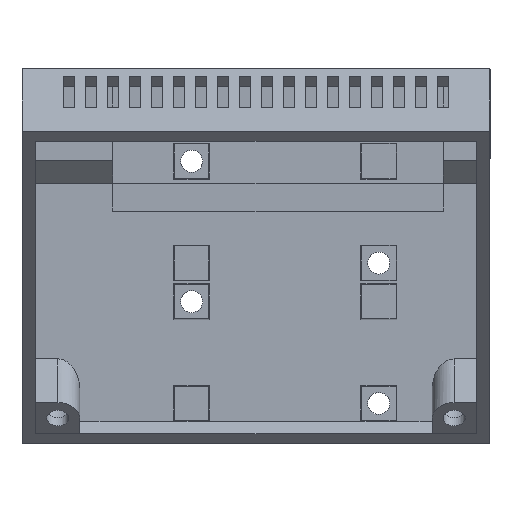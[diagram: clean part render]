
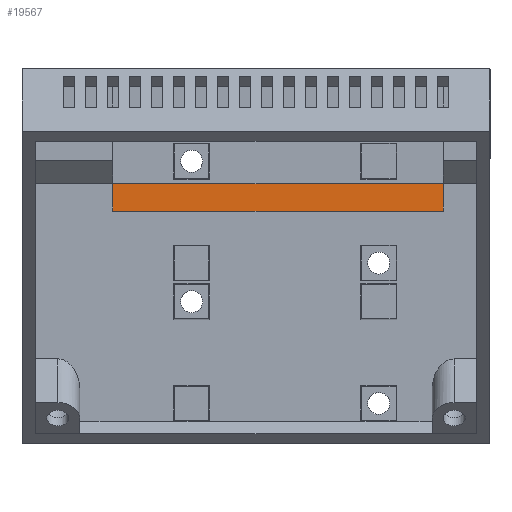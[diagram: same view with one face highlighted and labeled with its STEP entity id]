
A CAD part, top view. The second image highlights one B-rep face of the part: STEP entity #19567.
In plain terms, the highlighted planar face has unit normal (0, 0, 1).
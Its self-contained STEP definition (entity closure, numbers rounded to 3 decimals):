
#14846 = PLANE('',#14847);
#14847 = AXIS2_PLACEMENT_3D('',#14848,#14849,#14850);
#14848 = CARTESIAN_POINT('',(0.,0.,2.5));
#14849 = DIRECTION('',(0.,0.,1.));
#14850 = DIRECTION('',(0.,-1.,0.));
#15766 = VERTEX_POINT('',#15767);
#15767 = CARTESIAN_POINT('',(-8.5,-20.8,2.5));
#15804 = PLANE('',#15805);
#15805 = AXIS2_PLACEMENT_3D('',#15806,#15807,#15808);
#15806 = CARTESIAN_POINT('',(-8.5,-2.5,2.5));
#15807 = DIRECTION('',(0.,0.,-1.));
#15808 = DIRECTION('',(-1.,0.,0.));
#15893 = VERTEX_POINT('',#15894);
#15894 = CARTESIAN_POINT('',(-68.5,-20.8,2.5));
#18358 = EDGE_CURVE('',#15766,#18359,#18361,.T.);
#18359 = VERTEX_POINT('',#18360);
#18360 = CARTESIAN_POINT('',(-8.5,-25.8,2.5));
#18361 = SURFACE_CURVE('',#18362,(#18366,#18373),.PCURVE_S1.);
#18362 = LINE('',#18363,#18364);
#18363 = CARTESIAN_POINT('',(-8.5,-2.5,2.5));
#18364 = VECTOR('',#18365,1.);
#18365 = DIRECTION('',(-0.,-1.,0.));
#18366 = PCURVE('',#14846,#18367);
#18367 = DEFINITIONAL_REPRESENTATION('',(#18368),#18372);
#18368 = LINE('',#18369,#18370);
#18369 = CARTESIAN_POINT('',(2.5,-8.5));
#18370 = VECTOR('',#18371,1.);
#18371 = DIRECTION('',(1.,0.));
#18372 = ( GEOMETRIC_REPRESENTATION_CONTEXT(2) 
PARAMETRIC_REPRESENTATION_CONTEXT() REPRESENTATION_CONTEXT('2D SPACE',''
  ) );
#18373 = PCURVE('',#18374,#18379);
#18374 = PLANE('',#18375);
#18375 = AXIS2_PLACEMENT_3D('',#18376,#18377,#18378);
#18376 = CARTESIAN_POINT('',(0.,0.,2.5));
#18377 = DIRECTION('',(0.,0.,1.));
#18378 = DIRECTION('',(0.,-1.,0.));
#18379 = DEFINITIONAL_REPRESENTATION('',(#18380),#18384);
#18380 = LINE('',#18381,#18382);
#18381 = CARTESIAN_POINT('',(2.5,-8.5));
#18382 = VECTOR('',#18383,1.);
#18383 = DIRECTION('',(1.,0.));
#18384 = ( GEOMETRIC_REPRESENTATION_CONTEXT(2) 
PARAMETRIC_REPRESENTATION_CONTEXT() REPRESENTATION_CONTEXT('2D SPACE',''
  ) );
#18386 = EDGE_CURVE('',#18359,#18387,#18389,.T.);
#18387 = VERTEX_POINT('',#18388);
#18388 = CARTESIAN_POINT('',(-68.5,-25.8,2.5));
#18389 = SURFACE_CURVE('',#18390,(#18394,#18401),.PCURVE_S1.);
#18390 = LINE('',#18391,#18392);
#18391 = CARTESIAN_POINT('',(-8.5,-25.8,2.5));
#18392 = VECTOR('',#18393,1.);
#18393 = DIRECTION('',(-1.,0.,0.));
#18394 = PCURVE('',#14846,#18395);
#18395 = DEFINITIONAL_REPRESENTATION('',(#18396),#18400);
#18396 = LINE('',#18397,#18398);
#18397 = CARTESIAN_POINT('',(25.8,-8.5));
#18398 = VECTOR('',#18399,1.);
#18399 = DIRECTION('',(0.,-1.));
#18400 = ( GEOMETRIC_REPRESENTATION_CONTEXT(2) 
PARAMETRIC_REPRESENTATION_CONTEXT() REPRESENTATION_CONTEXT('2D SPACE',''
  ) );
#18401 = PCURVE('',#18374,#18402);
#18402 = DEFINITIONAL_REPRESENTATION('',(#18403),#18407);
#18403 = LINE('',#18404,#18405);
#18404 = CARTESIAN_POINT('',(25.8,-8.5));
#18405 = VECTOR('',#18406,1.);
#18406 = DIRECTION('',(0.,-1.));
#18407 = ( GEOMETRIC_REPRESENTATION_CONTEXT(2) 
PARAMETRIC_REPRESENTATION_CONTEXT() REPRESENTATION_CONTEXT('2D SPACE',''
  ) );
#18409 = EDGE_CURVE('',#15893,#18387,#18410,.T.);
#18410 = SURFACE_CURVE('',#18411,(#18415,#18422),.PCURVE_S1.);
#18411 = LINE('',#18412,#18413);
#18412 = CARTESIAN_POINT('',(-68.5,-2.5,2.5));
#18413 = VECTOR('',#18414,1.);
#18414 = DIRECTION('',(-0.,-1.,0.));
#18415 = PCURVE('',#14846,#18416);
#18416 = DEFINITIONAL_REPRESENTATION('',(#18417),#18421);
#18417 = LINE('',#18418,#18419);
#18418 = CARTESIAN_POINT('',(2.5,-68.5));
#18419 = VECTOR('',#18420,1.);
#18420 = DIRECTION('',(1.,0.));
#18421 = ( GEOMETRIC_REPRESENTATION_CONTEXT(2) 
PARAMETRIC_REPRESENTATION_CONTEXT() REPRESENTATION_CONTEXT('2D SPACE',''
  ) );
#18422 = PCURVE('',#18374,#18423);
#18423 = DEFINITIONAL_REPRESENTATION('',(#18424),#18428);
#18424 = LINE('',#18425,#18426);
#18425 = CARTESIAN_POINT('',(2.5,-68.5));
#18426 = VECTOR('',#18427,1.);
#18427 = DIRECTION('',(1.,0.));
#18428 = ( GEOMETRIC_REPRESENTATION_CONTEXT(2) 
PARAMETRIC_REPRESENTATION_CONTEXT() REPRESENTATION_CONTEXT('2D SPACE',''
  ) );
#19400 = EDGE_CURVE('',#15766,#15893,#19401,.T.);
#19401 = SURFACE_CURVE('',#19402,(#19406,#19413),.PCURVE_S1.);
#19402 = LINE('',#19403,#19404);
#19403 = CARTESIAN_POINT('',(-2.5,-20.8,2.5));
#19404 = VECTOR('',#19405,1.);
#19405 = DIRECTION('',(-1.,0.,0.));
#19406 = PCURVE('',#15804,#19407);
#19407 = DEFINITIONAL_REPRESENTATION('',(#19408),#19412);
#19408 = LINE('',#19409,#19410);
#19409 = CARTESIAN_POINT('',(-6.,-18.3));
#19410 = VECTOR('',#19411,1.);
#19411 = DIRECTION('',(1.,0.));
#19412 = ( GEOMETRIC_REPRESENTATION_CONTEXT(2) 
PARAMETRIC_REPRESENTATION_CONTEXT() REPRESENTATION_CONTEXT('2D SPACE',''
  ) );
#19413 = PCURVE('',#18374,#19414);
#19414 = DEFINITIONAL_REPRESENTATION('',(#19415),#19419);
#19415 = LINE('',#19416,#19417);
#19416 = CARTESIAN_POINT('',(20.8,-2.5));
#19417 = VECTOR('',#19418,1.);
#19418 = DIRECTION('',(0.,-1.));
#19419 = ( GEOMETRIC_REPRESENTATION_CONTEXT(2) 
PARAMETRIC_REPRESENTATION_CONTEXT() REPRESENTATION_CONTEXT('2D SPACE',''
  ) );
#19567 = ADVANCED_FACE('',(#19568),#18374,.T.);
#19568 = FACE_BOUND('',#19569,.T.);
#19569 = EDGE_LOOP('',(#19570,#19571,#19572,#19573));
#19570 = ORIENTED_EDGE('',*,*,#18358,.F.);
#19571 = ORIENTED_EDGE('',*,*,#19400,.T.);
#19572 = ORIENTED_EDGE('',*,*,#18409,.T.);
#19573 = ORIENTED_EDGE('',*,*,#18386,.F.);
